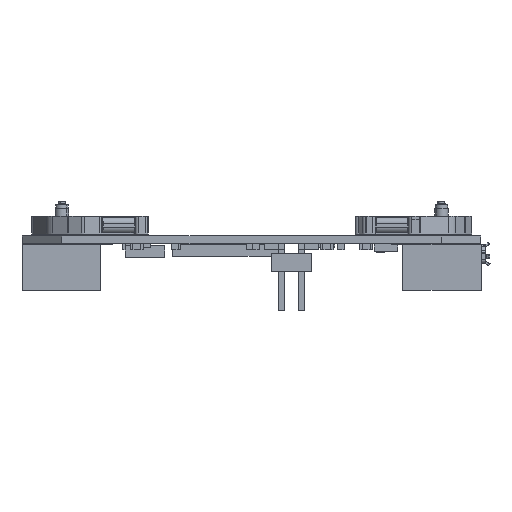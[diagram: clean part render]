
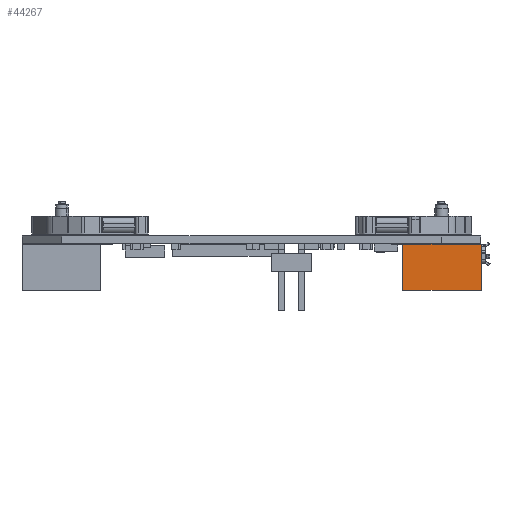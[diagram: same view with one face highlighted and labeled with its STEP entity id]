
A CAD part, left-side view. The second image highlights one B-rep face of the part: STEP entity #44267.
In plain terms, the highlighted face is planar.
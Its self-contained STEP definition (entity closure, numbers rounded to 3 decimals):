
#44242 = VERTEX_POINT('',#44243);
#44243 = CARTESIAN_POINT('',(9.325,4.865,5.82));
#44249 = EDGE_CURVE('',#44250,#44242,#44252,.T.);
#44250 = VERTEX_POINT('',#44251);
#44251 = CARTESIAN_POINT('',(9.325,4.865,0.));
#44252 = LINE('',#44253,#44254);
#44253 = CARTESIAN_POINT('',(9.325,4.865,0.));
#44254 = VECTOR('',#44255,1.);
#44255 = DIRECTION('',(0.,0.,1.));
#44267 = ADVANCED_FACE('',(#44268),#44293,.T.);
#44268 = FACE_BOUND('',#44269,.T.);
#44269 = EDGE_LOOP('',(#44270,#44271,#44279,#44287));
#44270 = ORIENTED_EDGE('',*,*,#44249,.T.);
#44271 = ORIENTED_EDGE('',*,*,#44272,.T.);
#44272 = EDGE_CURVE('',#44242,#44273,#44275,.T.);
#44273 = VERTEX_POINT('',#44274);
#44274 = CARTESIAN_POINT('',(9.325,-5.035,5.82));
#44275 = LINE('',#44276,#44277);
#44276 = CARTESIAN_POINT('',(9.325,4.865,5.82));
#44277 = VECTOR('',#44278,1.);
#44278 = DIRECTION('',(0.,-1.,0.));
#44279 = ORIENTED_EDGE('',*,*,#44280,.F.);
#44280 = EDGE_CURVE('',#44281,#44273,#44283,.T.);
#44281 = VERTEX_POINT('',#44282);
#44282 = CARTESIAN_POINT('',(9.325,-5.035,0.));
#44283 = LINE('',#44284,#44285);
#44284 = CARTESIAN_POINT('',(9.325,-5.035,0.));
#44285 = VECTOR('',#44286,1.);
#44286 = DIRECTION('',(0.,0.,1.));
#44287 = ORIENTED_EDGE('',*,*,#44288,.F.);
#44288 = EDGE_CURVE('',#44250,#44281,#44289,.T.);
#44289 = LINE('',#44290,#44291);
#44290 = CARTESIAN_POINT('',(9.325,4.865,0.));
#44291 = VECTOR('',#44292,1.);
#44292 = DIRECTION('',(0.,-1.,0.));
#44293 = PLANE('',#44294);
#44294 = AXIS2_PLACEMENT_3D('',#44295,#44296,#44297);
#44295 = CARTESIAN_POINT('',(9.325,4.865,0.));
#44296 = DIRECTION('',(1.,0.,0.));
#44297 = DIRECTION('',(0.,-1.,0.));
